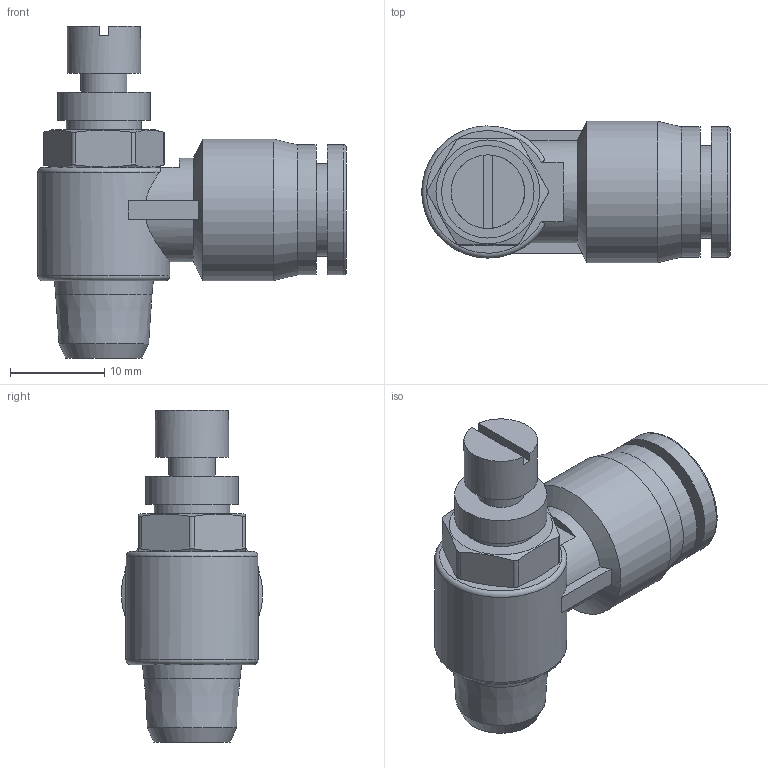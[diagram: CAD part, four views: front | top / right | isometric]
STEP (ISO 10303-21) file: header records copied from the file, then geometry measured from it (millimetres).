
FILE_DESCRIPTION(/* description */ (''),/* implementation_level */ '2;1');
FILE_NAME(/* name */ 'JSC8-1-8PT.stp',/* time_stamp */ '2025-06-13T08:42:43-04:00',/* author */ ('esanner'),/* organization */ (''),/* preprocessor_version */ 'ST-DEVELOPER v19',/* originating_system */ 'AutoCAD Mechanical',/* authorisation */ '');
FILE_SCHEMA (('AUTOMOTIVE_DESIGN { 1 0 10303 214 3 1 1 }'));
Length unit declared in the file: millimetre
Products named in the file (1): Product
Bounding box: 32.7 x 15 x 35.2 mm (x, y, z)
Volume: 4905.4 mm3; surface area: 3418.9 mm2
Topology: 1 solids, 1 shells, 59 faces, 137 edges, 90 vertices
Faces by surface type: plane 30, cylinder 19, cone 7, torus 3
Full cylindrical faces by diameter (mm): 4.9 x1, 6.2 x1, 7.8 x1, 8 x1, 8.2 x1, 9.8 x2, 13.8 x2, 14 x1, 15 x1
Entity records: 1846 total; most frequent: CARTESIAN_POINT 514, ORIENTED_EDGE 274, DIRECTION 269, EDGE_CURVE 137, AXIS2_PLACEMENT_3D 109, VERTEX_POINT 90, EDGE_LOOP 69, FACE_OUTER_BOUND 59
